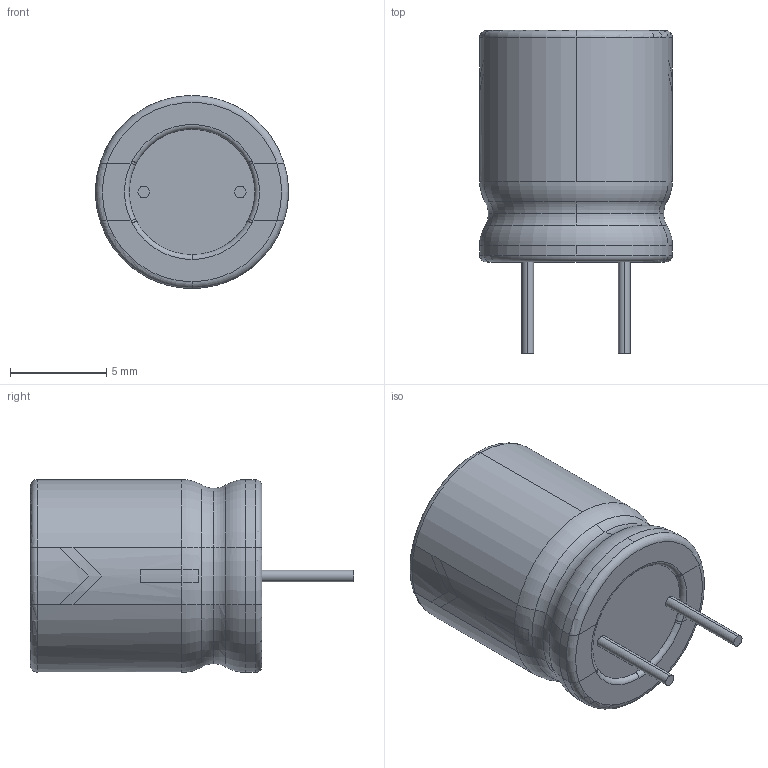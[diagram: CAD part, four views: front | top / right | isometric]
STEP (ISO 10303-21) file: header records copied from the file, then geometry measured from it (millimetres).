
FILE_DESCRIPTION (( 'STEP AP214' ), '1' );
FILE_NAME ('El_5_10_12.STEP', '2023-07-15T06:23:37', ( 'Yurii' ), ( '' ), 'SwSTEP 2.0', 'SolidWorks 2019', '' );
FILE_SCHEMA (( 'AUTOMOTIVE_DESIGN' ));
Length unit declared in the file: millimetre
Products named in the file (1): El_5_10_12
Bounding box: 10 x 16.75 x 10 mm (x, y, z)
Volume: 903 mm3; surface area: 552.7 mm2
Topology: 1 solids, 1 shells, 99 faces, 238 edges, 143 vertices
Faces by surface type: torus 50, cylinder 33, plane 16
Entity records: 4008 total; most frequent: CARTESIAN_POINT 777, DIRECTION 529, ORIENTED_EDGE 476, AXIS2_PLACEMENT_3D 239, EDGE_CURVE 238, VERTEX_POINT 143, CIRCLE 139, EDGE_LOOP 101
